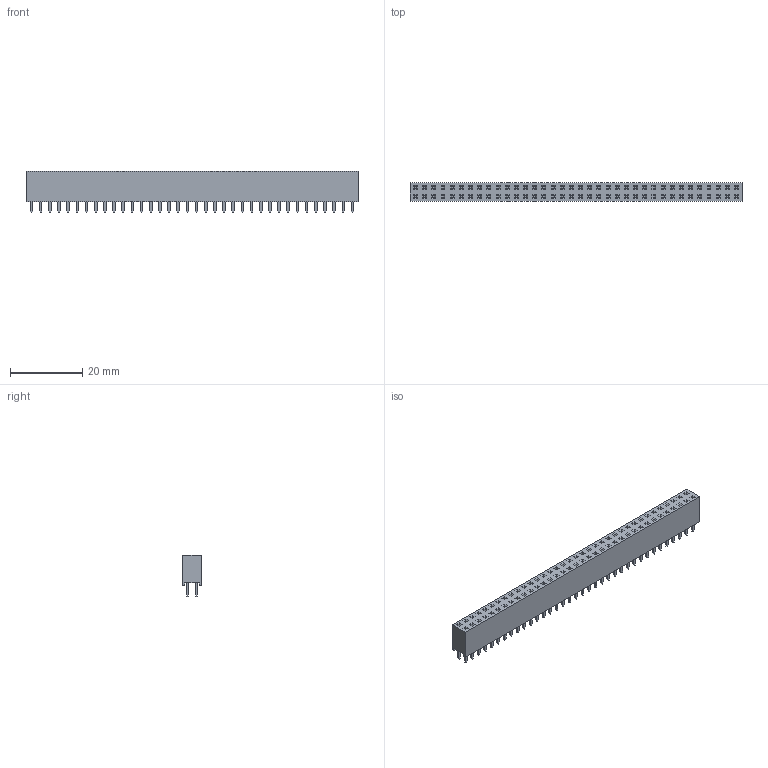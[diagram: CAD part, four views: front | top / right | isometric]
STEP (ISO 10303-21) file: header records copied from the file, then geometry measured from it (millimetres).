
FILE_DESCRIPTION(/* description */ ('Unknown'),/* implementation_level */ '2;1');
FILE_NAME(/* name */ '61307221821',/* time_stamp */ '2022-06-30T08:02:52+02:00',/* author */ ('Unknown'),/* organization */ ('Unknown'),/* preprocessor_version */ 'ST-DEVELOPER v16.7',/* originating_system */ 'Solid Edge',/* authorisation */ 'Unknown');
FILE_SCHEMA (('AUTOMOTIVE_DESIGN {1 0 10303 214 3 1 1}'));
Length unit declared in the file: millimetre
Products named in the file (3): 6130xx21821; 61307221821; 6130xx21821_PIN
Assembly tree (73 placements, depth 2):
  6130xx21821
    61307221821
    6130xx21821_PIN  x72
Bounding box: 91.94 x 5.08 x 11.6 mm (x, y, z)
Volume: 3217.2 mm3; surface area: 7872 mm2
Topology: 73 solids, 73 shells, 2962 faces, 7872 edges, 5056 vertices
Faces by surface type: plane 2242, cylinder 432, bspline 144, torus 144
Entity records: 28037 total; most frequent: CARTESIAN_POINT 4928, ORIENTED_EDGE 4802, DIRECTION 4365, EDGE_CURVE 2401, LINE 2379, VECTOR 2379, VERTEX_POINT 1504, EDGE_LOOP 1049
